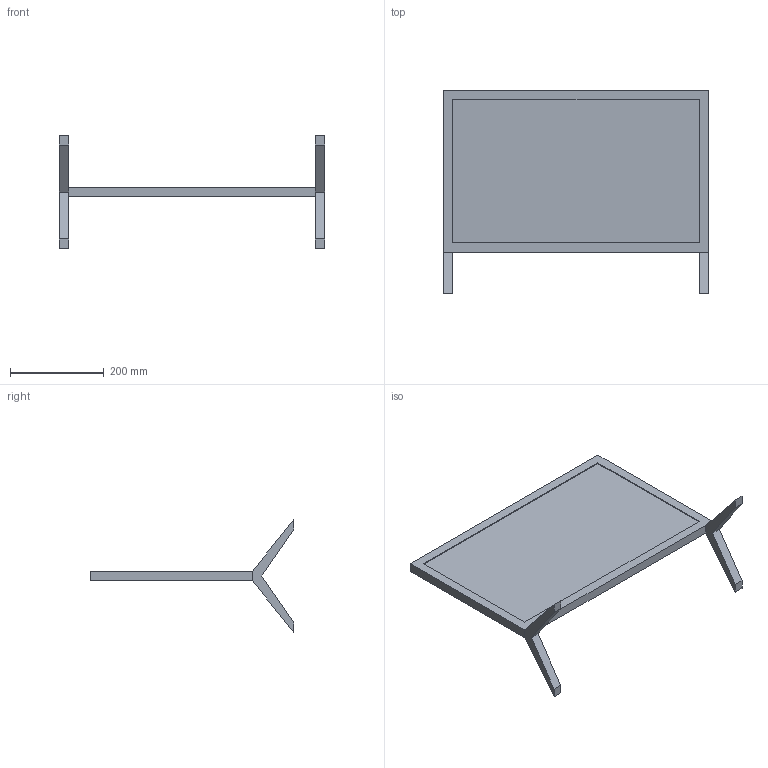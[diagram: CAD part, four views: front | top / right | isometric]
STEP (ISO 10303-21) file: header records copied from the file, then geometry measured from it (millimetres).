
FILE_DESCRIPTION (( 'STEP AP203' ), '1' );
FILE_NAME ('ILLUMETRY-SCREEN.STEP', '2026-01-20T11:21:55', ( '' ), ( '' ), 'SwSTEP 2.0', 'SolidWorks 2024', '' );
FILE_SCHEMA (( 'CONFIG_CONTROL_DESIGN' ));
Length unit declared in the file: millimetre
Products named in the file (1): ILLUMETRY-SCREEN
Bounding box: 568 x 435.2 x 241.27 mm (x, y, z)
Volume: 3865101.6 mm3; surface area: 476888.1 mm2
Topology: 3 solids, 3 shells, 29 faces, 66 edges, 44 vertices
Faces by surface type: plane 29
Entity records: 871 total; most frequent: CARTESIAN_POINT 140, ORIENTED_EDGE 132, DIRECTION 126, EDGE_CURVE 66, LINE 66, VECTOR 66, VERTEX_POINT 44, EDGE_LOOP 30
